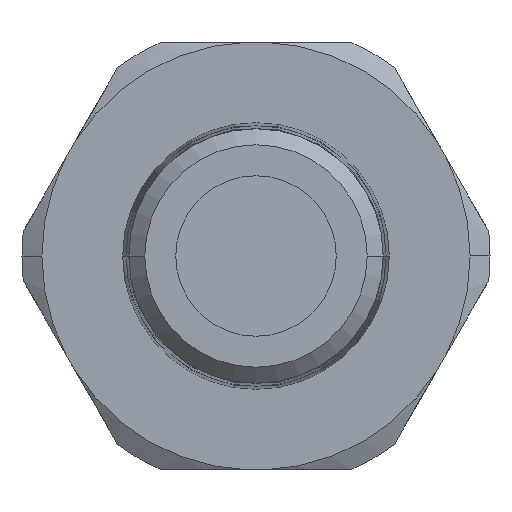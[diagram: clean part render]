
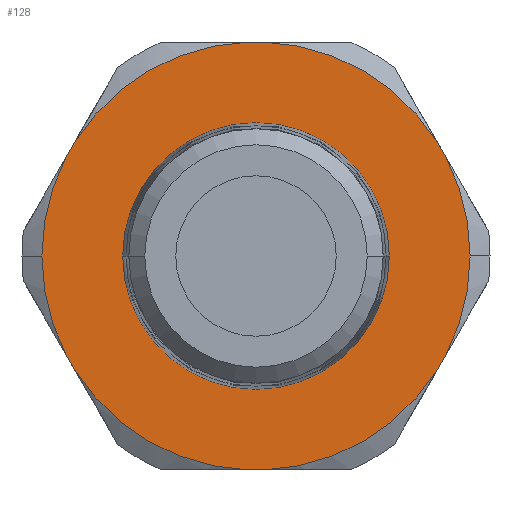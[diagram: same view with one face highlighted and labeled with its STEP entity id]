
A CAD part, front view. The second image highlights one B-rep face of the part: STEP entity #128.
In plain terms, the highlighted planar face has unit normal (0, -1, 0).
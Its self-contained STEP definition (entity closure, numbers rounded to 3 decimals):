
#128=ADVANCED_FACE('',(#311,#312),#313,.F.);
#311=FACE_BOUND('',#509,.T.);
#312=FACE_OUTER_BOUND('',#510,.T.);
#313=PLANE('',#511);
#509=EDGE_LOOP('',(#1178,#1179));
#510=EDGE_LOOP('',(#1180,#1181,#1182,#1183,#1184,#1185,#1186,#1187,#1188,#1189,#1190,#1191,#1192,#1193));
#511=AXIS2_PLACEMENT_3D('',#1194,#1195,#1196);
#1178=ORIENTED_EDGE('',*,*,#1305,.T.);
#1179=ORIENTED_EDGE('',*,*,#1500,.T.);
#1180=ORIENTED_EDGE('',*,*,#1353,.T.);
#1181=ORIENTED_EDGE('',*,*,#1444,.T.);
#1182=ORIENTED_EDGE('',*,*,#1501,.F.);
#1183=ORIENTED_EDGE('',*,*,#1475,.T.);
#1184=ORIENTED_EDGE('',*,*,#1502,.F.);
#1185=ORIENTED_EDGE('',*,*,#1478,.T.);
#1186=ORIENTED_EDGE('',*,*,#1503,.F.);
#1187=ORIENTED_EDGE('',*,*,#1479,.T.);
#1188=ORIENTED_EDGE('',*,*,#1317,.T.);
#1189=ORIENTED_EDGE('',*,*,#1499,.F.);
#1190=ORIENTED_EDGE('',*,*,#1482,.T.);
#1191=ORIENTED_EDGE('',*,*,#1498,.F.);
#1192=ORIENTED_EDGE('',*,*,#1485,.T.);
#1193=ORIENTED_EDGE('',*,*,#1497,.F.);
#1194=CARTESIAN_POINT('',(0.,0.0,0.));
#1195=DIRECTION('',(0.0,1.0,0.0));
#1196=DIRECTION('',(0.0,0.0,1.0));
#1305=EDGE_CURVE('',#1552,#1556,#1558,.T.);
#1317=EDGE_CURVE('',#1576,#1580,#1582,.T.);
#1353=EDGE_CURVE('',#1643,#1641,#1644,.T.);
#1444=EDGE_CURVE('',#1641,#1791,#1793,.T.);
#1475=EDGE_CURVE('',#1842,#1844,#1846,.T.);
#1478=EDGE_CURVE('',#1847,#1849,#1851,.T.);
#1479=EDGE_CURVE('',#1852,#1576,#1853,.T.);
#1482=EDGE_CURVE('',#1857,#1855,#1858,.T.);
#1485=EDGE_CURVE('',#1862,#1860,#1863,.T.);
#1497=EDGE_CURVE('',#1643,#1860,#1875,.T.);
#1498=EDGE_CURVE('',#1862,#1855,#1876,.T.);
#1499=EDGE_CURVE('',#1857,#1580,#1877,.T.);
#1500=EDGE_CURVE('',#1556,#1552,#1878,.T.);
#1501=EDGE_CURVE('',#1842,#1791,#1879,.T.);
#1502=EDGE_CURVE('',#1847,#1844,#1880,.T.);
#1503=EDGE_CURVE('',#1852,#1849,#1881,.T.);
#1552=VERTEX_POINT('',#1938);
#1556=VERTEX_POINT('',#1943);
#1558=CIRCLE('',#1946,4.986);
#1576=VERTEX_POINT('',#1988);
#1580=VERTEX_POINT('',#1993);
#1582=CIRCLE('',#2004,8.007);
#1641=VERTEX_POINT('',#2075);
#1643=VERTEX_POINT('',#2078);
#1644=CIRCLE('',#2079,8.007);
#1791=VERTEX_POINT('',#2358);
#1793=CIRCLE('',#2369,8.007);
#1842=VERTEX_POINT('',#2428);
#1844=VERTEX_POINT('',#2439);
#1846=CIRCLE('',#2450,8.007);
#1847=VERTEX_POINT('',#2451);
#1849=VERTEX_POINT('',#2462);
#1851=CIRCLE('',#2473,8.007);
#1852=VERTEX_POINT('',#2474);
#1853=CIRCLE('',#2475,8.007);
#1855=VERTEX_POINT('',#2486);
#1857=VERTEX_POINT('',#2497);
#1858=CIRCLE('',#2498,8.007);
#1860=VERTEX_POINT('',#2509);
#1862=VERTEX_POINT('',#2520);
#1863=CIRCLE('',#2521,8.007);
#1875=LINE('',#2652,#2653);
#1876=LINE('',#2654,#2655);
#1877=LINE('',#2656,#2657);
#1878=CIRCLE('',#2658,4.986);
#1879=LINE('',#2659,#2660);
#1880=LINE('',#2661,#2662);
#1881=LINE('',#2663,#2664);
#1938=CARTESIAN_POINT('',(4.986,0.0,0.0));
#1943=CARTESIAN_POINT('',(-4.986,0.0,0.));
#1946=AXIS2_PLACEMENT_3D('',#2731,#2732,#2733);
#1988=CARTESIAN_POINT('',(8.007,0.0,0.));
#1993=CARTESIAN_POINT('',(7.09,0.,3.719));
#2004=AXIS2_PLACEMENT_3D('',#2752,#2753,#2754);
#2075=CARTESIAN_POINT('',(-8.007,0.0,0.));
#2078=CARTESIAN_POINT('',(-7.09,0.,3.719));
#2079=AXIS2_PLACEMENT_3D('',#2834,#2835,#2836);
#2358=CARTESIAN_POINT('',(-7.09,0.,-3.719));
#2369=AXIS2_PLACEMENT_3D('',#2996,#2997,#2998);
#2428=CARTESIAN_POINT('',(-6.766,0.,-4.281));
#2439=CARTESIAN_POINT('',(-0.324,0.,-8.0));
#2450=AXIS2_PLACEMENT_3D('',#3063,#3064,#3065);
#2451=CARTESIAN_POINT('',(0.324,0.,-8.0));
#2462=CARTESIAN_POINT('',(6.766,0.,-4.281));
#2473=AXIS2_PLACEMENT_3D('',#3066,#3067,#3068);
#2474=CARTESIAN_POINT('',(7.09,0.,-3.719));
#2475=AXIS2_PLACEMENT_3D('',#3069,#3070,#3071);
#2486=CARTESIAN_POINT('',(0.324,0.,8.0));
#2497=CARTESIAN_POINT('',(6.766,0.,4.281));
#2498=AXIS2_PLACEMENT_3D('',#3072,#3073,#3074);
#2509=CARTESIAN_POINT('',(-6.766,0.,4.281));
#2520=CARTESIAN_POINT('',(-0.324,0.,8.0));
#2521=AXIS2_PLACEMENT_3D('',#3075,#3076,#3077);
#2652=CARTESIAN_POINT('',(-9.238,0.0,0.));
#2653=VECTOR('',#3078,1.0);
#2654=CARTESIAN_POINT('',(-4.619,0.0,8.0));
#2655=VECTOR('',#3079,1.0);
#2656=CARTESIAN_POINT('',(4.619,0.0,8.0));
#2657=VECTOR('',#3080,1.0);
#2658=AXIS2_PLACEMENT_3D('',#3081,#3082,#3083);
#2659=CARTESIAN_POINT('',(-4.619,0.0,-8.0));
#2660=VECTOR('',#3084,1.0);
#2661=CARTESIAN_POINT('',(4.619,0.0,-8.0));
#2662=VECTOR('',#3085,1.0);
#2663=CARTESIAN_POINT('',(9.238,0.0,0.));
#2664=VECTOR('',#3086,1.0);
#2731=CARTESIAN_POINT('',(0.0,0.0,0.0));
#2732=DIRECTION('',(-0.0,1.0,0.0));
#2733=DIRECTION('',(1.0,0.0,0.0));
#2752=CARTESIAN_POINT('',(0.0,0.0,0.0));
#2753=DIRECTION('',(-0.0,-1.0,-0.0));
#2754=DIRECTION('',(-1.0,0.0,0.0));
#2834=CARTESIAN_POINT('',(0.0,0.0,0.0));
#2835=DIRECTION('',(-0.0,-1.0,-0.0));
#2836=DIRECTION('',(-1.0,0.0,0.0));
#2996=CARTESIAN_POINT('',(0.0,0.0,0.0));
#2997=DIRECTION('',(-0.0,-1.0,-0.0));
#2998=DIRECTION('',(-1.0,0.0,0.0));
#3063=CARTESIAN_POINT('',(0.0,0.0,0.0));
#3064=DIRECTION('',(-0.0,-1.0,-0.0));
#3065=DIRECTION('',(-1.0,0.0,0.0));
#3066=CARTESIAN_POINT('',(0.0,0.0,0.0));
#3067=DIRECTION('',(-0.0,-1.0,-0.0));
#3068=DIRECTION('',(-1.0,0.0,0.0));
#3069=CARTESIAN_POINT('',(0.0,0.0,0.0));
#3070=DIRECTION('',(-0.0,-1.0,-0.0));
#3071=DIRECTION('',(-1.0,0.0,0.0));
#3072=CARTESIAN_POINT('',(0.0,0.0,0.0));
#3073=DIRECTION('',(-0.0,-1.0,-0.0));
#3074=DIRECTION('',(-1.0,0.0,0.0));
#3075=CARTESIAN_POINT('',(0.0,0.0,0.0));
#3076=DIRECTION('',(-0.0,-1.0,-0.0));
#3077=DIRECTION('',(-1.0,0.0,0.0));
#3078=DIRECTION('',(0.5,0.0,0.866));
#3079=DIRECTION('',(1.0,0.0,0.));
#3080=DIRECTION('',(0.5,0.0,-0.866));
#3081=CARTESIAN_POINT('',(0.0,0.0,0.0));
#3082=DIRECTION('',(-0.0,1.0,0.0));
#3083=DIRECTION('',(1.0,0.0,0.0));
#3084=DIRECTION('',(-0.5,0.0,0.866));
#3085=DIRECTION('',(-1.0,0.0,0.0));
#3086=DIRECTION('',(-0.5,0.0,-0.866));
